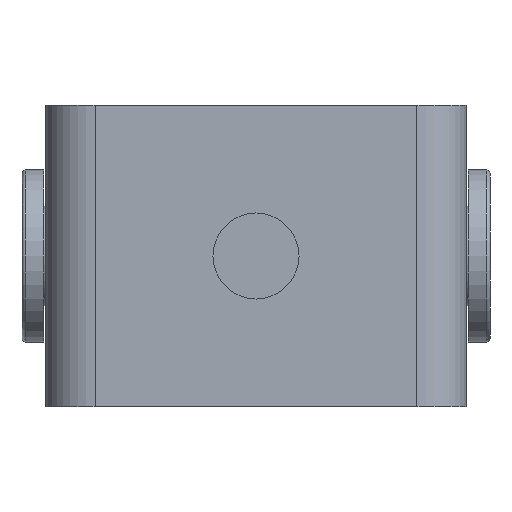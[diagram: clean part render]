
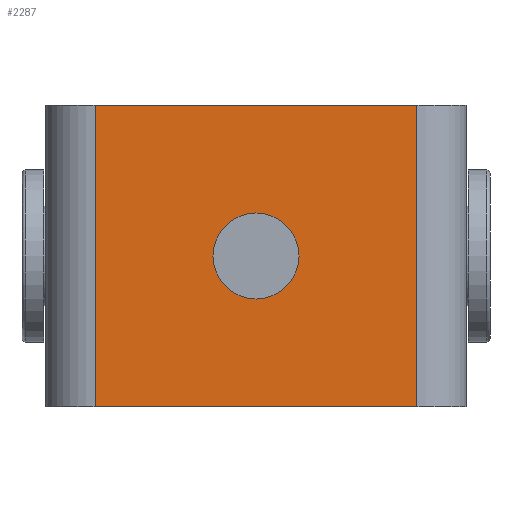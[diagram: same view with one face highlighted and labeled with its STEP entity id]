
A CAD part, left-side view. The second image highlights one B-rep face of the part: STEP entity #2287.
In plain terms, the highlighted planar face has unit normal (-1, 0, 0).
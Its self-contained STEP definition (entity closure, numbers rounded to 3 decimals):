
#119 = AXIS2_PLACEMENT_3D ( 'NONE', #1041, #894, #1405 ) ;
#138 = PLANE ( 'NONE',  #2198 ) ;
#145 = ORIENTED_EDGE ( 'NONE', *, *, #541, .T. ) ;
#167 = VECTOR ( 'NONE', #840, 1000. ) ;
#193 = VECTOR ( 'NONE', #699, 1000. ) ;
#252 = CARTESIAN_POINT ( 'NONE',  ( -25.5, -5., 0. ) ) ;
#305 = FACE_OUTER_BOUND ( 'NONE', #2279, .T. ) ;
#320 = DIRECTION ( 'NONE',  ( 1., 0., 0. ) ) ;
#323 = CARTESIAN_POINT ( 'NONE',  ( -25.5, 18.7, 17.5 ) ) ;
#342 = ORIENTED_EDGE ( 'NONE', *, *, #1065, .T. ) ;
#349 = EDGE_CURVE ( 'NONE', #1832, #1734, #2277, .T. ) ;
#462 = CARTESIAN_POINT ( 'NONE',  ( -25.5, 18.7, 17.5 ) ) ;
#526 = VECTOR ( 'NONE', #2215, 1000. ) ;
#533 = VERTEX_POINT ( 'NONE', #862 ) ;
#541 = EDGE_CURVE ( 'NONE', #2275, #693, #2005, .T. ) ;
#571 = VECTOR ( 'NONE', #2214, 1000. ) ;
#647 = DIRECTION ( 'NONE',  ( 0., 1., 0. ) ) ;
#667 = LINE ( 'NONE', #2095, #167 ) ;
#672 = ORIENTED_EDGE ( 'NONE', *, *, #1985, .F. ) ;
#681 = CIRCLE ( 'NONE', #1786, 5. ) ;
#693 = VERTEX_POINT ( 'NONE', #252 ) ;
#699 = DIRECTION ( 'NONE',  ( 0., 0., -1. ) ) ;
#743 = LINE ( 'NONE', #1278, #526 ) ;
#778 = FACE_BOUND ( 'NONE', #2269, .T. ) ;
#840 = DIRECTION ( 'NONE',  ( 0., 0., -1. ) ) ;
#862 = CARTESIAN_POINT ( 'NONE',  ( -25.5, -18.7, 17.5 ) ) ;
#879 = CARTESIAN_POINT ( 'NONE',  ( -25.5, 18.7, -17.5 ) ) ;
#894 = DIRECTION ( 'NONE',  ( 1., 0., 0. ) ) ;
#983 = CARTESIAN_POINT ( 'NONE',  ( -25.5, -18.7, -17.5 ) ) ;
#1041 = CARTESIAN_POINT ( 'NONE',  ( -25.5, 0., 0. ) ) ;
#1062 = EDGE_CURVE ( 'NONE', #1734, #1500, #743, .T. ) ;
#1065 = EDGE_CURVE ( 'NONE', #693, #2275, #681, .T. ) ;
#1081 = DIRECTION ( 'NONE',  ( 0., 1., 0. ) ) ;
#1158 = LINE ( 'NONE', #1530, #571 ) ;
#1272 = CARTESIAN_POINT ( 'NONE',  ( -25.5, 18.7, 17.5 ) ) ;
#1278 = CARTESIAN_POINT ( 'NONE',  ( -25.5, 18.7, -17.5 ) ) ;
#1405 = DIRECTION ( 'NONE',  ( 0., 1., 0. ) ) ;
#1500 = VERTEX_POINT ( 'NONE', #983 ) ;
#1530 = CARTESIAN_POINT ( 'NONE',  ( -25.5, 18.7, 17.5 ) ) ;
#1613 = EDGE_CURVE ( 'NONE', #1832, #533, #1158, .T. ) ;
#1692 = ORIENTED_EDGE ( 'NONE', *, *, #1062, .T. ) ;
#1734 = VERTEX_POINT ( 'NONE', #879 ) ;
#1786 = AXIS2_PLACEMENT_3D ( 'NONE', #2147, #1982, #1081 ) ;
#1832 = VERTEX_POINT ( 'NONE', #1272 ) ;
#1982 = DIRECTION ( 'NONE',  ( 1., 0., 0. ) ) ;
#1985 = EDGE_CURVE ( 'NONE', #533, #1500, #667, .T. ) ;
#1992 = ORIENTED_EDGE ( 'NONE', *, *, #349, .T. ) ;
#2005 = CIRCLE ( 'NONE', #119, 5. ) ;
#2095 = CARTESIAN_POINT ( 'NONE',  ( -25.5, -18.7, 17.5 ) ) ;
#2147 = CARTESIAN_POINT ( 'NONE',  ( -25.5, 0., 0. ) ) ;
#2178 = CARTESIAN_POINT ( 'NONE',  ( -25.5, 5., 0. ) ) ;
#2198 = AXIS2_PLACEMENT_3D ( 'NONE', #462, #320, #647 ) ;
#2214 = DIRECTION ( 'NONE',  ( 0., -1., 0. ) ) ;
#2215 = DIRECTION ( 'NONE',  ( 0., -1., 0. ) ) ;
#2269 = EDGE_LOOP ( 'NONE', ( #342, #145 ) ) ;
#2275 = VERTEX_POINT ( 'NONE', #2178 ) ;
#2277 = LINE ( 'NONE', #323, #193 ) ;
#2279 = EDGE_LOOP ( 'NONE', ( #1692, #672, #2285, #1992 ) ) ;
#2285 = ORIENTED_EDGE ( 'NONE', *, *, #1613, .F. ) ;
#2287 = ADVANCED_FACE ( 'NONE', ( #778, #305 ), #138, .F. ) ;
